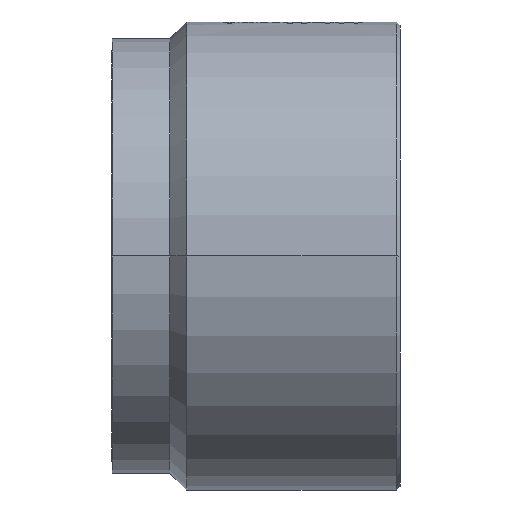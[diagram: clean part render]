
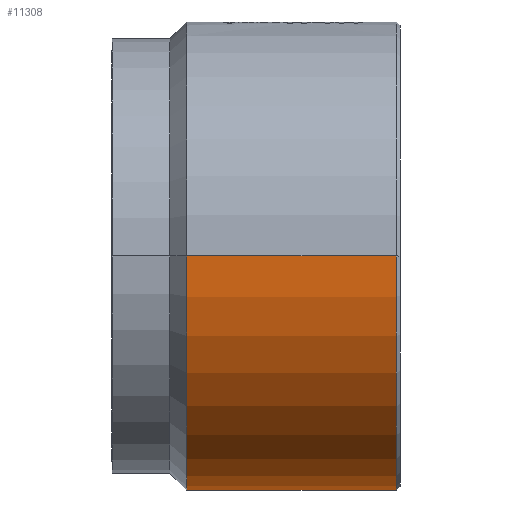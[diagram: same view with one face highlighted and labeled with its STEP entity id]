
A CAD part, front view. The second image highlights one B-rep face of the part: STEP entity #11308.
In plain terms, the highlighted cylindrical face has radius 32.5 mm (diameter 65 mm), a partial arc.
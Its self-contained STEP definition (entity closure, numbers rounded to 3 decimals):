
#287 = DIRECTION ( 'NONE',  ( 0., 1., 0. ) ) ;
#442 = DIRECTION ( 'NONE',  ( 1., 0., 0. ) ) ;
#3804 = CARTESIAN_POINT ( 'NONE',  ( -0.5, 0., 0. ) ) ;
#4254 = FACE_OUTER_BOUND ( 'NONE', #21023, .T. ) ;
#4362 = EDGE_CURVE ( 'NONE', #8732, #8226, #20889, .T. ) ;
#4545 = VECTOR ( 'NONE', #19351, 1000. ) ;
#4666 = CIRCLE ( 'NONE', #11441, 32.5 ) ;
#4772 = ORIENTED_EDGE ( 'NONE', *, *, #15638, .T. ) ;
#6110 = VERTEX_POINT ( 'NONE', #6717 ) ;
#6378 = ORIENTED_EDGE ( 'NONE', *, *, #4362, .T. ) ;
#6717 = CARTESIAN_POINT ( 'NONE',  ( -0.5, -32.5, 0. ) ) ;
#6829 = CARTESIAN_POINT ( 'NONE',  ( -0.5, 32.5, 0. ) ) ;
#7309 = DIRECTION ( 'NONE',  ( 0., 1., 0. ) ) ;
#8226 = VERTEX_POINT ( 'NONE', #6829 ) ;
#8732 = VERTEX_POINT ( 'NONE', #14340 ) ;
#9130 = DIRECTION ( 'NONE',  ( 1., 0., 0. ) ) ;
#9373 = DIRECTION ( 'NONE',  ( 0., 1., 0. ) ) ;
#9444 = EDGE_CURVE ( 'NONE', #10923, #8732, #21197, .T. ) ;
#9939 = AXIS2_PLACEMENT_3D ( 'NONE', #12442, #9130, #287 ) ;
#10923 = VERTEX_POINT ( 'NONE', #17388 ) ;
#11308 = ADVANCED_FACE ( 'NONE', ( #4254 ), #16836, .T. ) ;
#11441 = AXIS2_PLACEMENT_3D ( 'NONE', #3804, #19513, #7309 ) ;
#11677 = AXIS2_PLACEMENT_3D ( 'NONE', #18011, #442, #9373 ) ;
#12442 = CARTESIAN_POINT ( 'NONE',  ( 0., 0., 0. ) ) ;
#14340 = CARTESIAN_POINT ( 'NONE',  ( -29.65, 32.5, 0. ) ) ;
#15638 = EDGE_CURVE ( 'NONE', #8226, #6110, #4666, .T. ) ;
#15804 = LINE ( 'NONE', #22231, #17696 ) ;
#16836 = CYLINDRICAL_SURFACE ( 'NONE', #9939, 32.5 ) ;
#17388 = CARTESIAN_POINT ( 'NONE',  ( -29.65, -32.5, 0. ) ) ;
#17696 = VECTOR ( 'NONE', #20556, 1000. ) ;
#17753 = ORIENTED_EDGE ( 'NONE', *, *, #19074, .F. ) ;
#18011 = CARTESIAN_POINT ( 'NONE',  ( -29.65, 0., 0. ) ) ;
#19074 = EDGE_CURVE ( 'NONE', #10923, #6110, #15804, .T. ) ;
#19351 = DIRECTION ( 'NONE',  ( 1., 0., 0. ) ) ;
#19513 = DIRECTION ( 'NONE',  ( -1., 0., 0. ) ) ;
#20556 = DIRECTION ( 'NONE',  ( 1., 0., 0. ) ) ;
#20889 = LINE ( 'NONE', #22612, #4545 ) ;
#21023 = EDGE_LOOP ( 'NONE', ( #17753, #22075, #6378, #4772 ) ) ;
#21197 = CIRCLE ( 'NONE', #11677, 32.5 ) ;
#22075 = ORIENTED_EDGE ( 'NONE', *, *, #9444, .T. ) ;
#22231 = CARTESIAN_POINT ( 'NONE',  ( 0., -32.5, 0. ) ) ;
#22612 = CARTESIAN_POINT ( 'NONE',  ( 0., 32.5, 0. ) ) ;
